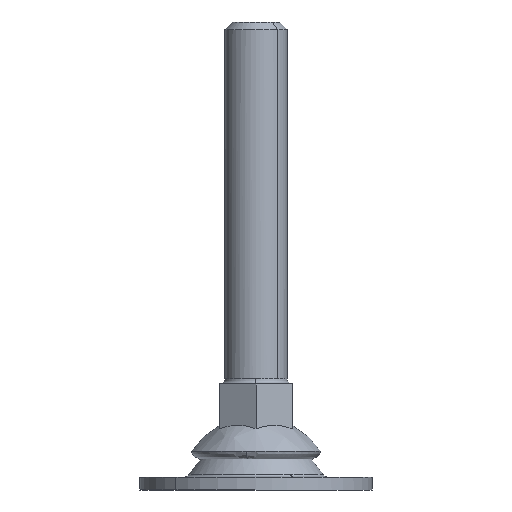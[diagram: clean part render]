
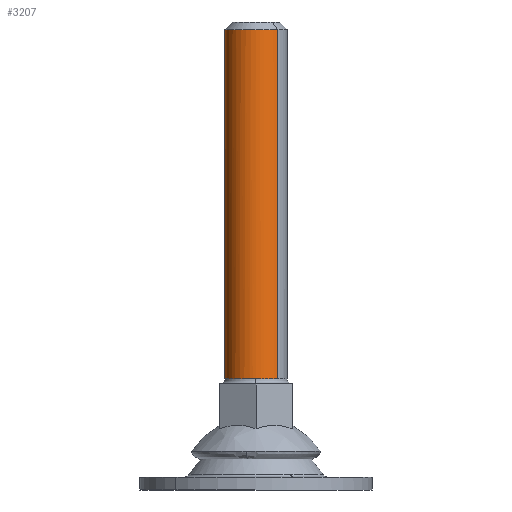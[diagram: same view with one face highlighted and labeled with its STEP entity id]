
A CAD part, left-side view. The second image highlights one B-rep face of the part: STEP entity #3207.
In plain terms, the highlighted free-form (B-spline) face has degree [2, 1] with [5, 2] control points.
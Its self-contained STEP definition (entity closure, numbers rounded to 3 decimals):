
#2996=CARTESIAN_POINT('',(-4.332,-4.151,89.));
#2997=VERTEX_POINT('',#2996);
#3011=CARTESIAN_POINT('',(4.28,4.205,89.));
#3012=VERTEX_POINT('',#3011);
#3018=CARTESIAN_POINT('',(0.,6.,89.0));
#3019=VERTEX_POINT('',#3018);
#3020=CARTESIAN_POINT('',(0.,6.,89.0));
#3021=CARTESIAN_POINT('',(0.571,6.,89.));
#3022=CARTESIAN_POINT('',(1.489,5.868,89.));
#3023=CARTESIAN_POINT('',(2.556,5.451,89.));
#3024=CARTESIAN_POINT('',(3.443,4.949,89.));
#3025=CARTESIAN_POINT('',(3.966,4.524,89.));
#3026=CARTESIAN_POINT('',(4.28,4.205,89.));
#3027=B_SPLINE_CURVE_WITH_KNOTS('',3,(#3020,#3021,#3022,#3023,#3024,#3025,#3026),.UNSPECIFIED.,.F.,.U.,(4,1,1,1,4),(0.,1.712,2.755,3.425,4.765),.UNSPECIFIED.);
#3028=EDGE_CURVE('',#3019,#3012,#3027,.T.);
#3030=CARTESIAN_POINT('',(-6.0,0.0,89.0));
#3031=VERTEX_POINT('',#3030);
#3032=CARTESIAN_POINT('',(-6.0,0.0,89.0));
#3033=CARTESIAN_POINT('',(-6.,0.417,89.));
#3034=CARTESIAN_POINT('',(-5.928,1.104,89.));
#3035=CARTESIAN_POINT('',(-5.66,2.051,89.));
#3036=CARTESIAN_POINT('',(-5.281,2.906,89.));
#3037=CARTESIAN_POINT('',(-4.725,3.75,89.));
#3038=CARTESIAN_POINT('',(-4.011,4.499,89.));
#3039=CARTESIAN_POINT('',(-3.322,5.017,89.));
#3040=CARTESIAN_POINT('',(-2.445,5.513,89.));
#3041=CARTESIAN_POINT('',(-1.374,5.897,89.));
#3042=CARTESIAN_POINT('',(-0.442,6.,89.));
#3043=CARTESIAN_POINT('',(0.,6.,89.0));
#3044=B_SPLINE_CURVE_WITH_KNOTS('',3,(#3032,#3033,#3034,#3035,#3036,#3037,#3038,#3039,#3040,#3041,#3042,#3043),.UNSPECIFIED.,.F.,.U.,(4,1,1,1,1,1,1,1,1,4),(0.,1.252,2.062,2.945,4.05,5.081,6.038,6.627,8.099,9.425),.UNSPECIFIED.);
#3045=EDGE_CURVE('',#3031,#3019,#3044,.T.);
#3047=CARTESIAN_POINT('',(-4.332,-4.151,89.));
#3048=CARTESIAN_POINT('',(-4.629,-3.841,89.));
#3049=CARTESIAN_POINT('',(-5.04,-3.308,89.));
#3050=CARTESIAN_POINT('',(-5.49,-2.464,89.));
#3051=CARTESIAN_POINT('',(-5.876,-1.433,89.));
#3052=CARTESIAN_POINT('',(-6.,-0.573,89.));
#3053=CARTESIAN_POINT('',(-6.0,0.0,89.0));
#3054=B_SPLINE_CURVE_WITH_KNOTS('',3,(#3047,#3048,#3049,#3050,#3051,#3052,#3053),.UNSPECIFIED.,.F.,.U.,(4,1,1,1,4),(0.,1.289,2.006,2.865,4.585),.UNSPECIFIED.);
#3055=EDGE_CURVE('',#2997,#3031,#3054,.T.);
#3107=CARTESIAN_POINT('',(4.332,4.151,89.0));
#3108=VERTEX_POINT('',#3107);
#3118=CARTESIAN_POINT('',(4.28,4.205,89.));
#3119=CARTESIAN_POINT('',(4.332,4.151,89.0));
#3120=QUASI_UNIFORM_CURVE('',1,(#3118,#3119),.UNSPECIFIED.,.F.,.U.);
#3121=EDGE_CURVE('',#3012,#3108,#3120,.T.);
#3131=CARTESIAN_POINT('',(-4.332,-4.151,90.688));
#3132=CARTESIAN_POINT('',(-8.483,0.181,90.688));
#3133=CARTESIAN_POINT('',(-4.151,4.332,90.688));
#3134=CARTESIAN_POINT('',(0.181,8.483,90.688));
#3135=CARTESIAN_POINT('',(4.332,4.151,90.688));
#3136=CARTESIAN_POINT('',(-4.332,-4.151,19.77));
#3137=CARTESIAN_POINT('',(-8.483,0.181,19.77));
#3138=CARTESIAN_POINT('',(-4.151,4.332,19.77));
#3139=CARTESIAN_POINT('',(0.181,8.483,19.77));
#3140=CARTESIAN_POINT('',(4.332,4.151,19.77));
#3148=(BOUNDED_SURFACE()B_SPLINE_SURFACE(2,1,((#3131,#3136),(#3132,#3137),(#3133,#3138),(#3134,#3139),(#3135,#3140)),.UNSPECIFIED.,.F.,.F.,.U.)B_SPLINE_SURFACE_WITH_KNOTS((3,2,3),(2,2),(0.0,9.941,19.882),(0.0,70.917),.UNSPECIFIED.)GEOMETRIC_REPRESENTATION_ITEM()RATIONAL_B_SPLINE_SURFACE(((1.0,1.0),(0.707,0.707),(1.0,1.0),(0.707,0.707),(1.0,1.0)))REPRESENTATION_ITEM('')SURFACE());
#3149=ORIENTED_EDGE('',*,*,#3055,.T.);
#3150=ORIENTED_EDGE('',*,*,#3045,.T.);
#3151=ORIENTED_EDGE('',*,*,#3028,.T.);
#3152=ORIENTED_EDGE('',*,*,#3121,.T.);
#3153=CARTESIAN_POINT('',(4.332,4.151,21.5));
#3154=VERTEX_POINT('',#3153);
#3155=CARTESIAN_POINT('',(4.332,4.151,89.0));
#3156=CARTESIAN_POINT('',(4.332,4.151,21.5));
#3157=QUASI_UNIFORM_CURVE('',1,(#3155,#3156),.UNSPECIFIED.,.F.,.U.);
#3158=EDGE_CURVE('',#3108,#3154,#3157,.T.);
#3159=ORIENTED_EDGE('',*,*,#3158,.T.);
#3160=CARTESIAN_POINT('',(0.075,6.,21.5));
#3161=VERTEX_POINT('',#3160);
#3162=CARTESIAN_POINT('',(4.332,4.151,21.5));
#3163=CARTESIAN_POINT('',(4.023,4.474,21.5));
#3164=CARTESIAN_POINT('',(3.467,4.938,21.5));
#3165=CARTESIAN_POINT('',(2.471,5.501,21.5));
#3166=CARTESIAN_POINT('',(1.389,5.886,21.5));
#3167=CARTESIAN_POINT('',(0.522,5.994,21.5));
#3168=CARTESIAN_POINT('',(0.075,6.,21.5));
#3169=B_SPLINE_CURVE_WITH_KNOTS('',3,(#3162,#3163,#3164,#3165,#3166,#3167,#3168),.UNSPECIFIED.,.F.,.U.,(4,1,1,1,4),(0.,1.34,2.159,3.425,4.765),.UNSPECIFIED.);
#3170=EDGE_CURVE('',#3154,#3161,#3169,.T.);
#3171=ORIENTED_EDGE('',*,*,#3170,.T.);
#3172=CARTESIAN_POINT('',(-6.,0.075,21.5));
#3173=VERTEX_POINT('',#3172);
#3174=CARTESIAN_POINT('',(0.075,6.,21.5));
#3175=CARTESIAN_POINT('',(-0.244,6.004,21.5));
#3176=CARTESIAN_POINT('',(-0.956,5.956,21.5));
#3177=CARTESIAN_POINT('',(-1.913,5.716,21.5));
#3178=CARTESIAN_POINT('',(-2.86,5.304,21.5));
#3179=CARTESIAN_POINT('',(-3.607,4.824,21.5));
#3180=CARTESIAN_POINT('',(-4.381,4.141,21.5));
#3181=CARTESIAN_POINT('',(-5.049,3.316,21.5));
#3182=CARTESIAN_POINT('',(-5.618,2.222,21.5));
#3183=CARTESIAN_POINT('',(-5.927,1.13,21.5));
#3184=CARTESIAN_POINT('',(-5.996,0.394,21.5));
#3185=CARTESIAN_POINT('',(-6.,0.075,21.5));
#3186=B_SPLINE_CURVE_WITH_KNOTS('',3,(#3174,#3175,#3176,#3177,#3178,#3179,#3180,#3181,#3182,#3183,#3184,#3185),.UNSPECIFIED.,.F.,.U.,(4,1,1,1,1,1,1,1,1,4),(0.,0.957,2.135,2.945,4.05,4.786,6.038,7.216,8.468,9.425),.UNSPECIFIED.);
#3187=EDGE_CURVE('',#3161,#3173,#3186,.T.);
#3188=ORIENTED_EDGE('',*,*,#3187,.T.);
#3189=CARTESIAN_POINT('',(-4.332,-4.151,21.5));
#3190=VERTEX_POINT('',#3189);
#3191=CARTESIAN_POINT('',(-6.,0.075,21.5));
#3192=CARTESIAN_POINT('',(-6.007,-0.507,21.5));
#3193=CARTESIAN_POINT('',(-5.864,-1.577,21.5));
#3194=CARTESIAN_POINT('',(-5.254,-3.018,21.5));
#3195=CARTESIAN_POINT('',(-4.668,-3.801,21.5));
#3196=CARTESIAN_POINT('',(-4.332,-4.151,21.5));
#3197=B_SPLINE_CURVE_WITH_KNOTS('',3,(#3191,#3192,#3193,#3194,#3195,#3196),.UNSPECIFIED.,.F.,.U.,(4,1,1,4),(0.,1.748,3.204,4.66),.UNSPECIFIED.);
#3198=EDGE_CURVE('',#3173,#3190,#3197,.T.);
#3199=ORIENTED_EDGE('',*,*,#3198,.T.);
#3200=CARTESIAN_POINT('',(-4.332,-4.151,89.));
#3201=CARTESIAN_POINT('',(-4.332,-4.151,21.5));
#3202=QUASI_UNIFORM_CURVE('',1,(#3200,#3201),.UNSPECIFIED.,.F.,.U.);
#3203=EDGE_CURVE('',#2997,#3190,#3202,.T.);
#3204=ORIENTED_EDGE('',*,*,#3203,.F.);
#3205=EDGE_LOOP('',(#3149,#3150,#3151,#3152,#3159,#3171,#3188,#3199,#3204));
#3206=FACE_OUTER_BOUND('',#3205,.T.);
#3207=ADVANCED_FACE('',(#3206),#3148,.T.);
